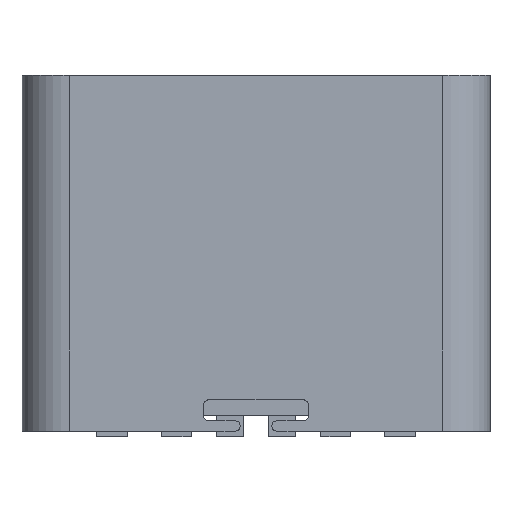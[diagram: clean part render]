
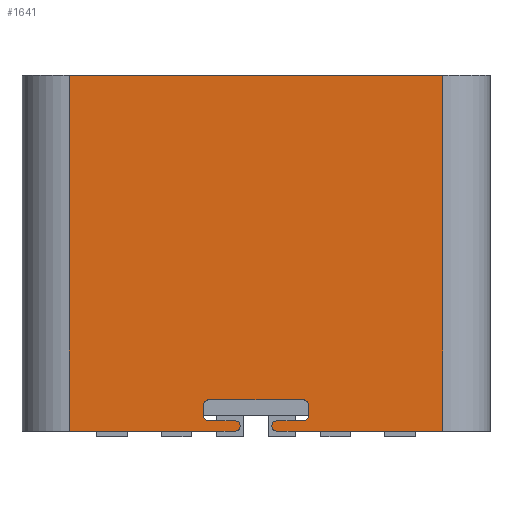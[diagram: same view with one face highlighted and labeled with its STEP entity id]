
A CAD part, top view. The second image highlights one B-rep face of the part: STEP entity #1641.
In plain terms, the highlighted planar face has unit normal (0, 0, 1).
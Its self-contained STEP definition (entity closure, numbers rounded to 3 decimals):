
#47 = VECTOR ( 'NONE', #3729, 1000. ) ;
#51 = CARTESIAN_POINT ( 'NONE',  ( 0.4, -0.4, 1.88 ) ) ;
#69 = DIRECTION ( 'NONE',  ( 1., 0., 0. ) ) ;
#81 = VECTOR ( 'NONE', #786, 1000. ) ;
#120 = VERTEX_POINT ( 'NONE', #1393 ) ;
#133 = EDGE_CURVE ( 'NONE', #273, #3362, #1992, .T. ) ;
#187 = CARTESIAN_POINT ( 'NONE',  ( -0.9, -0.2, 1.88 ) ) ;
#202 = DIRECTION ( 'NONE',  ( -1., 0., 0. ) ) ;
#215 = VERTEX_POINT ( 'NONE', #3838 ) ;
#223 = LINE ( 'NONE', #2048, #1865 ) ;
#273 = VERTEX_POINT ( 'NONE', #51 ) ;
#284 = ORIENTED_EDGE ( 'NONE', *, *, #315, .T. ) ;
#315 = EDGE_CURVE ( 'NONE', #2059, #952, #3867, .T. ) ;
#337 = DIRECTION ( 'NONE',  ( -1., 0., 0. ) ) ;
#343 = EDGE_CURVE ( 'NONE', #3415, #2059, #2530, .T. ) ;
#349 = CIRCLE ( 'NONE', #3275, 0.1 ) ;
#350 = CARTESIAN_POINT ( 'NONE',  ( -0.9, 0.2, 1.88 ) ) ;
#382 = ORIENTED_EDGE ( 'NONE', *, *, #3352, .T. ) ;
#430 = DIRECTION ( 'NONE',  ( -1., 0., 0. ) ) ;
#461 = CARTESIAN_POINT ( 'NONE',  ( -0.4, -0.4, 1.88 ) ) ;
#463 = LINE ( 'NONE', #1379, #2117 ) ;
#504 = ORIENTED_EDGE ( 'NONE', *, *, #1077, .F. ) ;
#572 = ORIENTED_EDGE ( 'NONE', *, *, #811, .T. ) ;
#645 = CARTESIAN_POINT ( 'NONE',  ( 3.57, -0.4, 1.88 ) ) ;
#744 = CARTESIAN_POINT ( 'NONE',  ( -0.9, 0.1, 1.88 ) ) ;
#747 = CARTESIAN_POINT ( 'NONE',  ( -0.4, -0.2, 1.88 ) ) ;
#749 = CARTESIAN_POINT ( 'NONE',  ( 1., -0.1, 1.88 ) ) ;
#786 = DIRECTION ( 'NONE',  ( 1., 0., 0. ) ) ;
#804 = EDGE_CURVE ( 'NONE', #3130, #1568, #1957, .T. ) ;
#811 = EDGE_CURVE ( 'NONE', #215, #835, #463, .T. ) ;
#814 = CARTESIAN_POINT ( 'NONE',  ( -1., -0.1, 1.88 ) ) ;
#835 = VERTEX_POINT ( 'NONE', #1562 ) ;
#885 = CARTESIAN_POINT ( 'NONE',  ( 0.9, 0.2, 1.88 ) ) ;
#886 = DIRECTION ( 'NONE',  ( 0., 0., 1. ) ) ;
#910 = DIRECTION ( 'NONE',  ( 0., 0., -1. ) ) ;
#943 = ORIENTED_EDGE ( 'NONE', *, *, #3860, .F. ) ;
#952 = VERTEX_POINT ( 'NONE', #2742 ) ;
#959 = DIRECTION ( 'NONE',  ( 0., 0., -1. ) ) ;
#991 = DIRECTION ( 'NONE',  ( 0., 0., -1. ) ) ;
#1046 = CARTESIAN_POINT ( 'NONE',  ( -1., 0.2, 1.88 ) ) ;
#1072 = CARTESIAN_POINT ( 'NONE',  ( -3.57, -0.4, 1.88 ) ) ;
#1077 = EDGE_CURVE ( 'NONE', #3574, #2427, #1831, .T. ) ;
#1102 = EDGE_CURVE ( 'NONE', #120, #3415, #1990, .T. ) ;
#1122 = DIRECTION ( 'NONE',  ( 0., -1., 0. ) ) ;
#1133 = CARTESIAN_POINT ( 'NONE',  ( 0., -0.4, 1.88 ) ) ;
#1145 = AXIS2_PLACEMENT_3D ( 'NONE', #3318, #886, #1406 ) ;
#1195 = AXIS2_PLACEMENT_3D ( 'NONE', #2173, #910, #3384 ) ;
#1337 = CARTESIAN_POINT ( 'NONE',  ( -0.9, -0.1, 1.88 ) ) ;
#1355 = ORIENTED_EDGE ( 'NONE', *, *, #133, .T. ) ;
#1379 = CARTESIAN_POINT ( 'NONE',  ( 1., -0.2, 1.88 ) ) ;
#1393 = CARTESIAN_POINT ( 'NONE',  ( -1., 0.1, 1.88 ) ) ;
#1406 = DIRECTION ( 'NONE',  ( 1., 0., 0. ) ) ;
#1488 = EDGE_CURVE ( 'NONE', #3156, #2884, #1582, .T. ) ;
#1542 = CARTESIAN_POINT ( 'NONE',  ( -3.57, -0.4, 1.88 ) ) ;
#1560 = LINE ( 'NONE', #645, #1818 ) ;
#1562 = CARTESIAN_POINT ( 'NONE',  ( 0.4, -0.2, 1.88 ) ) ;
#1568 = VERTEX_POINT ( 'NONE', #2155 ) ;
#1571 = CARTESIAN_POINT ( 'NONE',  ( 0.4, -0.3, 1.88 ) ) ;
#1572 = VERTEX_POINT ( 'NONE', #749 ) ;
#1582 = LINE ( 'NONE', #2131, #1864 ) ;
#1619 = DIRECTION ( 'NONE',  ( 0., 0., -1. ) ) ;
#1636 = DIRECTION ( 'NONE',  ( 1., 0., 0. ) ) ;
#1641 = ADVANCED_FACE ( 'NONE', ( #3452 ), #2092, .T. ) ;
#1743 = CARTESIAN_POINT ( 'NONE',  ( 1., 0.2, 1.88 ) ) ;
#1757 = DIRECTION ( 'NONE',  ( 1., 0., 0. ) ) ;
#1818 = VECTOR ( 'NONE', #1873, 1000. ) ;
#1831 = CIRCLE ( 'NONE', #2992, 0.1 ) ;
#1846 = EDGE_CURVE ( 'NONE', #2884, #2019, #3840, .T. ) ;
#1858 = DIRECTION ( 'NONE',  ( 1., 0., 0. ) ) ;
#1864 = VECTOR ( 'NONE', #337, 1000. ) ;
#1865 = VECTOR ( 'NONE', #2645, 1000. ) ;
#1873 = DIRECTION ( 'NONE',  ( 0., 1., 0. ) ) ;
#1929 = EDGE_CURVE ( 'NONE', #952, #1572, #3491, .T. ) ;
#1930 = ORIENTED_EDGE ( 'NONE', *, *, #343, .T. ) ;
#1935 = EDGE_CURVE ( 'NONE', #2019, #120, #223, .T. ) ;
#1957 = LINE ( 'NONE', #2301, #81 ) ;
#1990 = CIRCLE ( 'NONE', #2316, 0.1 ) ;
#1992 = LINE ( 'NONE', #1133, #2381 ) ;
#2016 = EDGE_CURVE ( 'NONE', #1572, #215, #349, .T. ) ;
#2019 = VERTEX_POINT ( 'NONE', #814 ) ;
#2048 = CARTESIAN_POINT ( 'NONE',  ( -1., -0.4, 1.88 ) ) ;
#2059 = VERTEX_POINT ( 'NONE', #885 ) ;
#2092 = PLANE ( 'NONE',  #1145 ) ;
#2117 = VECTOR ( 'NONE', #2603, 1000. ) ;
#2120 = ORIENTED_EDGE ( 'NONE', *, *, #2753, .T. ) ;
#2131 = CARTESIAN_POINT ( 'NONE',  ( -3.57, -0.2, 1.88 ) ) ;
#2155 = CARTESIAN_POINT ( 'NONE',  ( 3.57, 6.4, 1.88 ) ) ;
#2159 = AXIS2_PLACEMENT_3D ( 'NONE', #1571, #2210, #69 ) ;
#2164 = DIRECTION ( 'NONE',  ( 0., -1., 0. ) ) ;
#2173 = CARTESIAN_POINT ( 'NONE',  ( 0.9, 0.1, 1.88 ) ) ;
#2197 = CARTESIAN_POINT ( 'NONE',  ( 3.57, -0.4, 1.88 ) ) ;
#2210 = DIRECTION ( 'NONE',  ( 0., 0., -1. ) ) ;
#2237 = EDGE_CURVE ( 'NONE', #3130, #2447, #3079, .T. ) ;
#2253 = VECTOR ( 'NONE', #2164, 1000. ) ;
#2260 = CARTESIAN_POINT ( 'NONE',  ( -0.4, -0.3, 1.88 ) ) ;
#2301 = CARTESIAN_POINT ( 'NONE',  ( 0., 6.4, 1.88 ) ) ;
#2316 = AXIS2_PLACEMENT_3D ( 'NONE', #744, #991, #2829 ) ;
#2381 = VECTOR ( 'NONE', #1757, 1000. ) ;
#2427 = VERTEX_POINT ( 'NONE', #461 ) ;
#2447 = VERTEX_POINT ( 'NONE', #1072 ) ;
#2462 = AXIS2_PLACEMENT_3D ( 'NONE', #2544, #1619, #1858 ) ;
#2508 = CARTESIAN_POINT ( 'NONE',  ( 0., -0.4, 1.88 ) ) ;
#2530 = LINE ( 'NONE', #1046, #2734 ) ;
#2535 = ORIENTED_EDGE ( 'NONE', *, *, #3061, .F. ) ;
#2544 = CARTESIAN_POINT ( 'NONE',  ( -0.4, -0.3, 1.88 ) ) ;
#2574 = ORIENTED_EDGE ( 'NONE', *, *, #804, .F. ) ;
#2603 = DIRECTION ( 'NONE',  ( -1., 0., 0. ) ) ;
#2645 = DIRECTION ( 'NONE',  ( 0., 1., 0. ) ) ;
#2718 = ORIENTED_EDGE ( 'NONE', *, *, #2016, .T. ) ;
#2734 = VECTOR ( 'NONE', #3730, 1000. ) ;
#2742 = CARTESIAN_POINT ( 'NONE',  ( 1., 0.1, 1.88 ) ) ;
#2753 = EDGE_CURVE ( 'NONE', #2447, #2427, #3123, .T. ) ;
#2797 = ORIENTED_EDGE ( 'NONE', *, *, #1929, .T. ) ;
#2829 = DIRECTION ( 'NONE',  ( -1., 0., 0. ) ) ;
#2852 = ORIENTED_EDGE ( 'NONE', *, *, #2237, .T. ) ;
#2884 = VERTEX_POINT ( 'NONE', #187 ) ;
#2896 = EDGE_LOOP ( 'NONE', ( #2852, #2120, #504, #2535, #2936, #3564, #3558, #3372, #1930, #284, #2797, #2718, #572, #943, #1355, #382, #2574 ) ) ;
#2924 = DIRECTION ( 'NONE',  ( 0., 0., -1. ) ) ;
#2936 = ORIENTED_EDGE ( 'NONE', *, *, #1488, .T. ) ;
#2967 = VECTOR ( 'NONE', #1122, 1000. ) ;
#2992 = AXIS2_PLACEMENT_3D ( 'NONE', #2260, #3194, #1636 ) ;
#3061 = EDGE_CURVE ( 'NONE', #3156, #3574, #3658, .T. ) ;
#3079 = LINE ( 'NONE', #1542, #2253 ) ;
#3123 = LINE ( 'NONE', #2508, #47 ) ;
#3130 = VERTEX_POINT ( 'NONE', #3511 ) ;
#3156 = VERTEX_POINT ( 'NONE', #747 ) ;
#3194 = DIRECTION ( 'NONE',  ( 0., 0., -1. ) ) ;
#3198 = CARTESIAN_POINT ( 'NONE',  ( 0.9, -0.1, 1.88 ) ) ;
#3275 = AXIS2_PLACEMENT_3D ( 'NONE', #3198, #2924, #202 ) ;
#3318 = CARTESIAN_POINT ( 'NONE',  ( -3.57, -0.4, 1.88 ) ) ;
#3352 = EDGE_CURVE ( 'NONE', #3362, #1568, #1560, .T. ) ;
#3362 = VERTEX_POINT ( 'NONE', #2197 ) ;
#3368 = CIRCLE ( 'NONE', #2159, 0.1 ) ;
#3372 = ORIENTED_EDGE ( 'NONE', *, *, #1102, .T. ) ;
#3384 = DIRECTION ( 'NONE',  ( -1., 0., 0. ) ) ;
#3415 = VERTEX_POINT ( 'NONE', #350 ) ;
#3452 = FACE_OUTER_BOUND ( 'NONE', #2896, .T. ) ;
#3491 = LINE ( 'NONE', #1743, #2967 ) ;
#3511 = CARTESIAN_POINT ( 'NONE',  ( -3.57, 6.4, 1.88 ) ) ;
#3526 = CARTESIAN_POINT ( 'NONE',  ( -0.3, -0.3, 1.88 ) ) ;
#3558 = ORIENTED_EDGE ( 'NONE', *, *, #1935, .T. ) ;
#3564 = ORIENTED_EDGE ( 'NONE', *, *, #1846, .T. ) ;
#3574 = VERTEX_POINT ( 'NONE', #3526 ) ;
#3658 = CIRCLE ( 'NONE', #2462, 0.1 ) ;
#3729 = DIRECTION ( 'NONE',  ( 1., 0., 0. ) ) ;
#3730 = DIRECTION ( 'NONE',  ( 1., 0., 0. ) ) ;
#3774 = AXIS2_PLACEMENT_3D ( 'NONE', #1337, #959, #430 ) ;
#3838 = CARTESIAN_POINT ( 'NONE',  ( 0.9, -0.2, 1.88 ) ) ;
#3840 = CIRCLE ( 'NONE', #3774, 0.1 ) ;
#3860 = EDGE_CURVE ( 'NONE', #273, #835, #3368, .T. ) ;
#3867 = CIRCLE ( 'NONE', #1195, 0.1 ) ;
